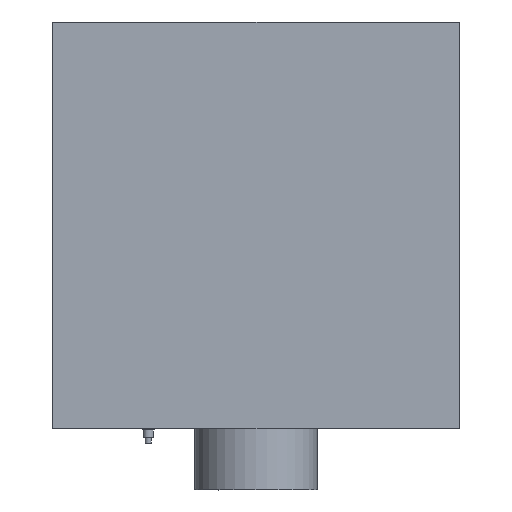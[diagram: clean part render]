
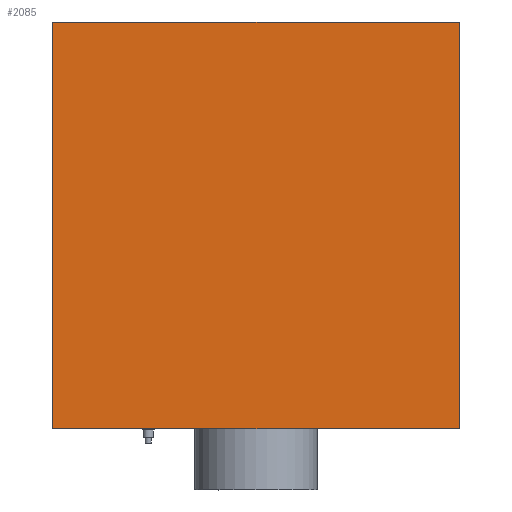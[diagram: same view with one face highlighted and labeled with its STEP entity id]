
A CAD part, front view. The second image highlights one B-rep face of the part: STEP entity #2085.
In plain terms, the highlighted planar face has unit normal (0, -1, 0).
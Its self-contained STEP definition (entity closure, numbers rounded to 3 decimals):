
#2085=ADVANCED_FACE('',(#2714),#2716,.F.);
#2714=FACE_BOUND('',#2715,.T.);
#2715=EDGE_LOOP('',(#16363,#16364,#16365,#16366));
#2716=PLANE('',#2717);
#2717=AXIS2_PLACEMENT_3D('',#2718,#2719,#2720);
#2718=CARTESIAN_POINT('',(0.,0.,0.));
#2719=DIRECTION('',(0.,1.,0.));
#2720=DIRECTION('',(-1.,0.,0.));
#16363=ORIENTED_EDGE('',*,*,#18646,.F.);
#16364=ORIENTED_EDGE('',*,*,#18651,.F.);
#16365=ORIENTED_EDGE('',*,*,#18652,.F.);
#16366=ORIENTED_EDGE('',*,*,#18653,.F.);
#18646=EDGE_CURVE('',#19799,#19800,#19801,.T.);
#18651=EDGE_CURVE('',#19809,#19799,#19810,.T.);
#18652=EDGE_CURVE('',#19811,#19809,#19812,.T.);
#18653=EDGE_CURVE('',#19800,#19811,#19813,.T.);
#19799=VERTEX_POINT('',#22032);
#19800=VERTEX_POINT('',#22033);
#19801=LINE('',#22034,#22035);
#19809=VERTEX_POINT('',#22053);
#19810=LINE('',#22054,#22055);
#19811=VERTEX_POINT('',#22057);
#19812=LINE('',#22058,#22059);
#19813=LINE('',#22061,#22062);
#22032=CARTESIAN_POINT('',(0.,0.,0.));
#22033=CARTESIAN_POINT('',(-400.,0.,0.));
#22034=CARTESIAN_POINT('',(0.,0.,0.));
#22035=VECTOR('',#22036,1.);
#22036=DIRECTION('',(-1.,0.,0.));
#22053=CARTESIAN_POINT('',(0.,0.,400.));
#22054=CARTESIAN_POINT('',(0.,0.,400.));
#22055=VECTOR('',#22056,1.);
#22056=DIRECTION('',(0.,0.,-1.));
#22057=CARTESIAN_POINT('',(-400.,0.,400.));
#22058=CARTESIAN_POINT('',(-400.,0.,400.));
#22059=VECTOR('',#22060,1.);
#22060=DIRECTION('',(1.,0.,0.));
#22061=CARTESIAN_POINT('',(-400.,0.,0.));
#22062=VECTOR('',#22063,1.);
#22063=DIRECTION('',(0.,0.,1.));
